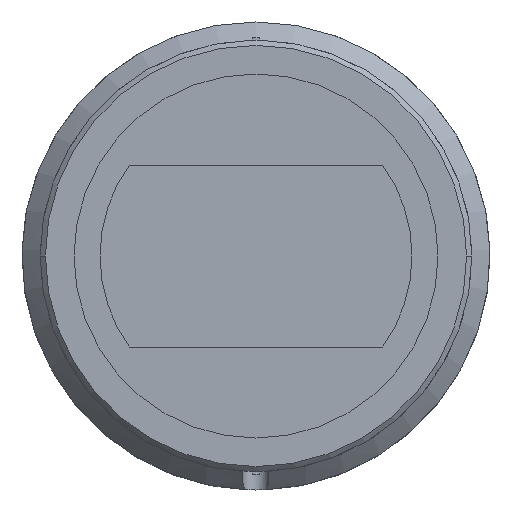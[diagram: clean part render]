
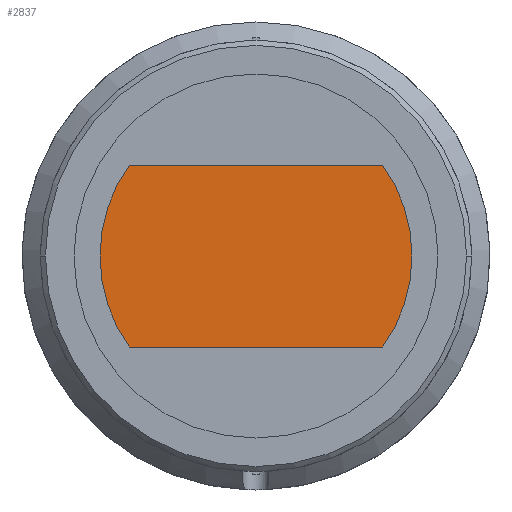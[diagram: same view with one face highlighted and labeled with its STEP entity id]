
A CAD part, left-side view. The second image highlights one B-rep face of the part: STEP entity #2837.
In plain terms, the highlighted planar face has unit normal (-1, 0, 0).
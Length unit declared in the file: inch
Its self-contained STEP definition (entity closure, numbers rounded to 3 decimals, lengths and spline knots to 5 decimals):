
#150 = VERTEX_POINT ( 'NONE', #4396 ) ;
#217 = CARTESIAN_POINT ( 'NONE',  ( -0.08465, -0.19187, -0.1378 ) ) ;
#597 = VERTEX_POINT ( 'NONE', #3457 ) ;
#609 = DIRECTION ( 'NONE',  ( 0., 0., 1. ) ) ;
#621 = DIRECTION ( 'NONE',  ( 0., -1., 0. ) ) ;
#1295 = VECTOR ( 'NONE', #1569, 39.37008 ) ;
#1298 = CARTESIAN_POINT ( 'NONE',  ( -0.08465, 0.19187, -0.1378 ) ) ;
#1333 = EDGE_CURVE ( 'NONE', #597, #150, #4604, .T. ) ;
#1347 = ORIENTED_EDGE ( 'NONE', *, *, #1333, .F. ) ;
#1569 = DIRECTION ( 'NONE',  ( 0., 1., 0. ) ) ;
#1585 = DIRECTION ( 'NONE',  ( 1., 0., 0. ) ) ;
#1618 = AXIS2_PLACEMENT_3D ( 'NONE', #6561, #3806, #609 ) ;
#2090 = ORIENTED_EDGE ( 'NONE', *, *, #3205, .F. ) ;
#2123 = CIRCLE ( 'NONE', #2874, 0.23622 ) ;
#2549 = VERTEX_POINT ( 'NONE', #1298 ) ;
#2698 = CARTESIAN_POINT ( 'NONE',  ( -0.08465, -0.19187, 0.1378 ) ) ;
#2701 = CARTESIAN_POINT ( 'NONE',  ( -0.08465, -0.19187, -0.1378 ) ) ;
#2722 = LINE ( 'NONE', #2701, #1295 ) ;
#2837 = ADVANCED_FACE ( 'NONE', ( #6698 ), #5262, .F. ) ;
#2855 = VECTOR ( 'NONE', #621, 39.37008 ) ;
#2874 = AXIS2_PLACEMENT_3D ( 'NONE', #4194, #4170, #3701 ) ;
#3140 = AXIS2_PLACEMENT_3D ( 'NONE', #6891, #1585, #4294 ) ;
#3205 = EDGE_CURVE ( 'NONE', #2549, #597, #3348, .T. ) ;
#3348 = CIRCLE ( 'NONE', #1618, 0.23622 ) ;
#3457 = CARTESIAN_POINT ( 'NONE',  ( -0.08465, 0.19187, 0.1378 ) ) ;
#3701 = DIRECTION ( 'NONE',  ( 0., 0., 1. ) ) ;
#3753 = ORIENTED_EDGE ( 'NONE', *, *, #6212, .F. ) ;
#3806 = DIRECTION ( 'NONE',  ( 1., 0., 0. ) ) ;
#4170 = DIRECTION ( 'NONE',  ( 1., 0., 0. ) ) ;
#4194 = CARTESIAN_POINT ( 'NONE',  ( -0.08465, 0., 0. ) ) ;
#4280 = VERTEX_POINT ( 'NONE', #217 ) ;
#4294 = DIRECTION ( 'NONE',  ( 0., 0., -1. ) ) ;
#4396 = CARTESIAN_POINT ( 'NONE',  ( -0.08465, -0.19187, 0.1378 ) ) ;
#4604 = LINE ( 'NONE', #2698, #2855 ) ;
#5262 = PLANE ( 'NONE',  #3140 ) ;
#5762 = ORIENTED_EDGE ( 'NONE', *, *, #6479, .F. ) ;
#6132 = EDGE_LOOP ( 'NONE', ( #5762, #1347, #2090, #3753 ) ) ;
#6212 = EDGE_CURVE ( 'NONE', #4280, #2549, #2722, .T. ) ;
#6479 = EDGE_CURVE ( 'NONE', #150, #4280, #2123, .T. ) ;
#6561 = CARTESIAN_POINT ( 'NONE',  ( -0.08465, 0., 0. ) ) ;
#6698 = FACE_OUTER_BOUND ( 'NONE', #6132, .T. ) ;
#6891 = CARTESIAN_POINT ( 'NONE',  ( -0.08465, 0., 0. ) ) ;
